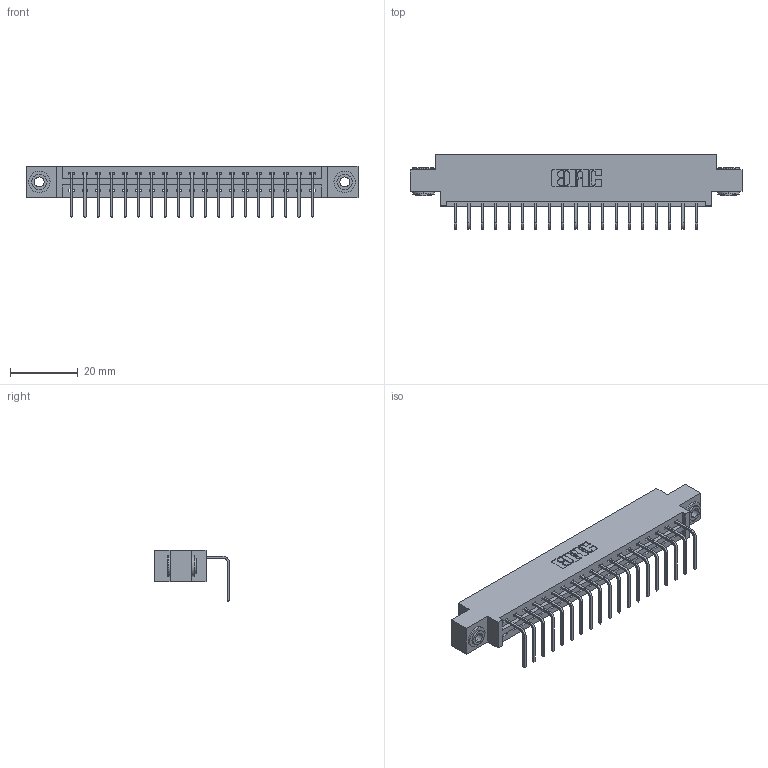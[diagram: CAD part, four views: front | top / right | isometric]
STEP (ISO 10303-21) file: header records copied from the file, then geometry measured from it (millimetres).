
FILE_DESCRIPTION (( 'STEP AP203' ), '1' );
FILE_NAME ('387-019-558-603.STEP', '2018-09-13T05:51:50', ( '' ), ( '' ), 'SwSTEP 2.0', 'SolidWorks 2016', '' );
FILE_SCHEMA (( 'CONFIG_CONTROL_DESIGN' ));
Length unit declared in the file: inch
Products named in the file (4): 337 Part_0.170 Offset - 0.156 Dia-TH; 345-292-001_558 Tail - 2; 345-250-002_345-250-002-102; 387-019-558-603
Assembly tree (22 placements, depth 2):
  387-019-558-603
    337 Part_0.170 Offset - 0.156 Dia-TH
    345-292-001_558 Tail - 2  x19
    345-250-002_345-250-002-102  x2
Bounding box: 98.3 x 22.17 x 15.37 mm (x, y, z)
Volume: 9893.8 mm3; surface area: 10814.2 mm2
Topology: 22 solids, 22 shells, 1372 faces, 4085 edges, 2694 vertices
Faces by surface type: plane 996, cylinder 368, cone 8
Entity records: 17964 total; most frequent: CARTESIAN_POINT 3106, ORIENTED_EDGE 3054, DIRECTION 2695, EDGE_CURVE 1527, VECTOR 1375, LINE 1375, VERTEX_POINT 1014, AXIS2_PLACEMENT_3D 660
